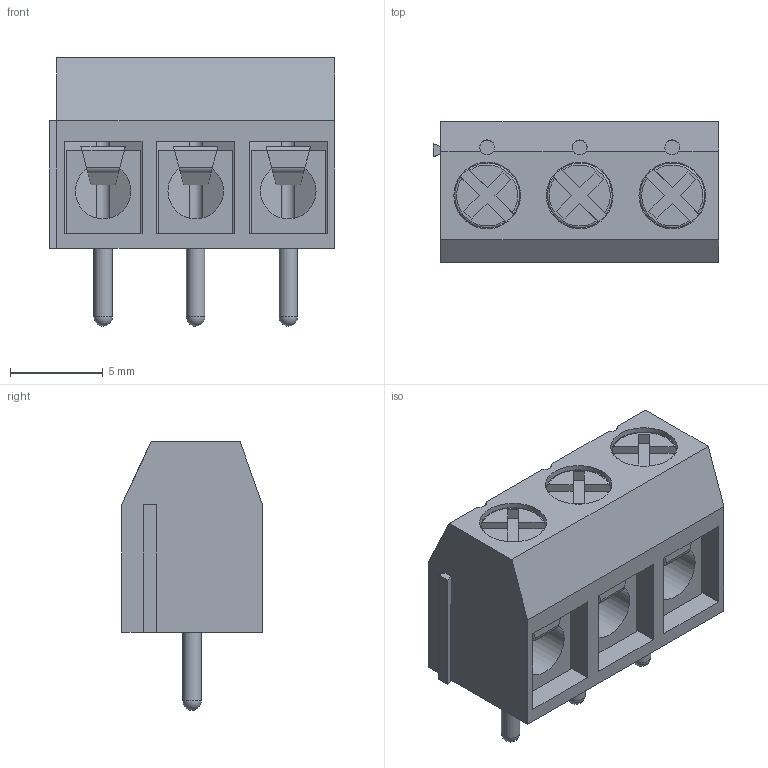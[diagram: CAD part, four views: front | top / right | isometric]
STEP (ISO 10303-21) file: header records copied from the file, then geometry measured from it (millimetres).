
FILE_DESCRIPTION(/* description */ (''),/* implementation_level */ '2;1');
FILE_NAME(/* name */ 'TerminalBlock_XINYA_XY301-1x3_P5.00mm.step',/* time_stamp */ '2025-04-11T20:44:48+02:00',/* author */ (''),/* organization */ (''),/* preprocessor_version */ 'ST-DEVELOPER v20.1',/* originating_system */ 'Autodesk Translation Framework v14.4.0.0',/* authorisation */ '');
FILE_SCHEMA (('AUTOMOTIVE_DESIGN { 1 0 10303 214 3 1 1 }'));
Length unit declared in the file: millimetre
Products named in the file (2): XINYA_XY301-1x3-P5.00; XINYA_XY301-1x2-P5.00 v10
Assembly tree (1 placements, depth 2):
  XINYA_XY301-1x3-P5.00
    XINYA_XY301-1x2-P5.00 v10
Bounding box: 15.4 x 7.6 x 14.5 mm (x, y, z)
Volume: 868.8 mm3; surface area: 1681.8 mm2
Topology: 10 solids, 10 shells, 196 faces, 525 edges, 349 vertices
Faces by surface type: plane 163, cylinder 24, torus 6, sphere 3
Full cylindrical faces by diameter (mm): 0.8 x3, 1 x6, 3 x3, 3.5 x3, 3.6 x3
Entity records: 6243 total; most frequent: CARTESIAN_POINT 1178, ORIENTED_EDGE 1044, DIRECTION 1001, EDGE_CURVE 522, LINE 417, VECTOR 417, VERTEX_POINT 349, AXIS2_PLACEMENT_3D 292
